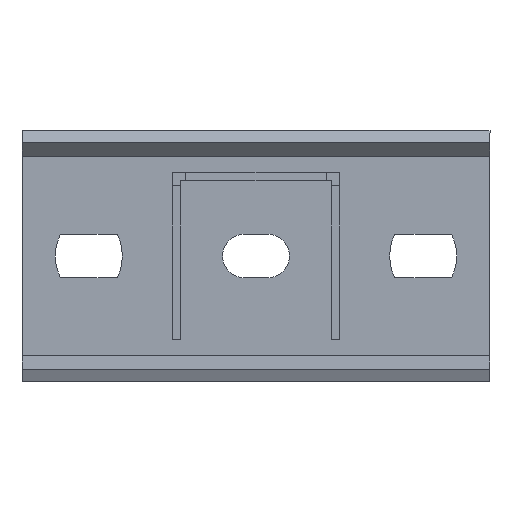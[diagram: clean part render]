
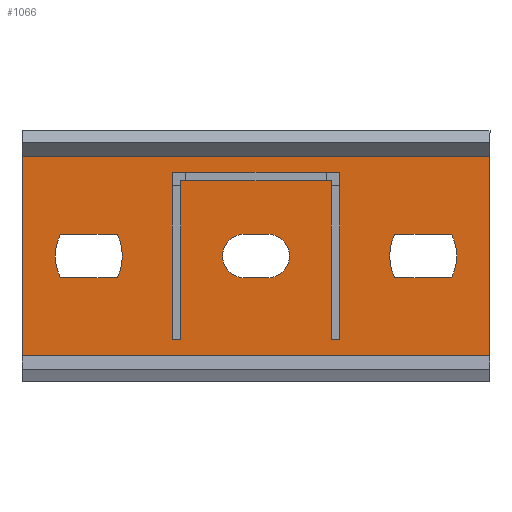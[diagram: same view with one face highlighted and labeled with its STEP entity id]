
A CAD part, front view. The second image highlights one B-rep face of the part: STEP entity #1066.
In plain terms, the highlighted face is planar.
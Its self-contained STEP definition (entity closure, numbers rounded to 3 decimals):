
#10 = VECTOR ( 'NONE', #3198, 1000. ) ;
#57 = FACE_OUTER_BOUND ( 'NONE', #2016, .T. ) ;
#192 = DIRECTION ( 'NONE',  ( 0., 1., 0. ) ) ;
#196 = ORIENTED_EDGE ( 'NONE', *, *, #590, .F. ) ;
#225 = CARTESIAN_POINT ( 'NONE',  ( 6.5, 4., 28.519 ) ) ;
#229 = VERTEX_POINT ( 'NONE', #3795 ) ;
#254 = CIRCLE ( 'NONE', #834, 15. ) ;
#259 = CARTESIAN_POINT ( 'NONE',  ( 29.874, 4., 140. ) ) ;
#279 = DIRECTION ( 'NONE',  ( 0., 1., 0. ) ) ;
#291 = VECTOR ( 'NONE', #2889, 1000. ) ;
#322 = CARTESIAN_POINT ( 'NONE',  ( -6.5, 4., 28.519 ) ) ;
#339 = CARTESIAN_POINT ( 'NONE',  ( -6.5, 4., 128.519 ) ) ;
#344 = EDGE_CURVE ( 'NONE', #2082, #3482, #3889, .T. ) ;
#345 = DIRECTION ( 'NONE',  ( -1., 0., 0. ) ) ;
#358 = FACE_BOUND ( 'NONE', #1775, .T. ) ;
#393 = EDGE_CURVE ( 'NONE', #412, #1718, #2535, .T. ) ;
#407 = CARTESIAN_POINT ( 'NONE',  ( 6.5, 4., 66.5 ) ) ;
#412 = VERTEX_POINT ( 'NONE', #1885 ) ;
#426 = VECTOR ( 'NONE', #2949, 1000. ) ;
#444 = VECTOR ( 'NONE', #3781, 1000. ) ;
#460 = ORIENTED_EDGE ( 'NONE', *, *, #3222, .F. ) ;
#476 = ORIENTED_EDGE ( 'NONE', *, *, #642, .F. ) ;
#510 = CARTESIAN_POINT ( 'NONE',  ( 0., 4., 125. ) ) ;
#578 = CARTESIAN_POINT ( 'NONE',  ( 0., 4., 140. ) ) ;
#590 = EDGE_CURVE ( 'NONE', #3199, #3531, #742, .T. ) ;
#633 = CARTESIAN_POINT ( 'NONE',  ( 6.5, 4., 111.481 ) ) ;
#642 = EDGE_CURVE ( 'NONE', #2652, #939, #3629, .T. ) ;
#698 = AXIS2_PLACEMENT_3D ( 'NONE', #1589, #3609, #345 ) ;
#742 = CIRCLE ( 'NONE', #2570, 15. ) ;
#803 = DIRECTION ( 'NONE',  ( -1., 0., 0. ) ) ;
#820 = DIRECTION ( 'NONE',  ( 0., 1., 0. ) ) ;
#822 = ORIENTED_EDGE ( 'NONE', *, *, #2728, .F. ) ;
#834 = AXIS2_PLACEMENT_3D ( 'NONE', #1372, #3703, #3405 ) ;
#867 = CARTESIAN_POINT ( 'NONE',  ( 6.5, 4., 28.519 ) ) ;
#871 = DIRECTION ( 'NONE',  ( 0., 0., -1. ) ) ;
#894 = FACE_BOUND ( 'NONE', #920, .T. ) ;
#920 = EDGE_LOOP ( 'NONE', ( #2663, #1550, #460, #1179 ) ) ;
#929 = EDGE_CURVE ( 'NONE', #229, #412, #3566, .T. ) ;
#936 = VECTOR ( 'NONE', #3014, 1000. ) ;
#938 = DIRECTION ( 'NONE',  ( 1., 0., 0. ) ) ;
#939 = VERTEX_POINT ( 'NONE', #3824 ) ;
#974 = ORIENTED_EDGE ( 'NONE', *, *, #2593, .F. ) ;
#1066 = ADVANCED_FACE ( 'NONE', ( #3284, #358, #894, #57 ), #1254, .F. ) ;
#1071 = ORIENTED_EDGE ( 'NONE', *, *, #929, .T. ) ;
#1110 = LINE ( 'NONE', #3517, #10 ) ;
#1170 = EDGE_CURVE ( 'NONE', #3540, #2376, #1432, .T. ) ;
#1179 = ORIENTED_EDGE ( 'NONE', *, *, #1170, .F. ) ;
#1208 = DIRECTION ( 'NONE',  ( 0., -1., 0. ) ) ;
#1241 = ORIENTED_EDGE ( 'NONE', *, *, #1459, .F. ) ;
#1254 = PLANE ( 'NONE',  #1933 ) ;
#1272 = EDGE_LOOP ( 'NONE', ( #2753, #822, #476, #2846 ) ) ;
#1281 = LINE ( 'NONE', #3378, #2584 ) ;
#1369 = ORIENTED_EDGE ( 'NONE', *, *, #393, .T. ) ;
#1372 = CARTESIAN_POINT ( 'NONE',  ( 0., 4., 25. ) ) ;
#1378 = CARTESIAN_POINT ( 'NONE',  ( 0., 4., 140. ) ) ;
#1432 = CIRCLE ( 'NONE', #3644, 6.5 ) ;
#1459 = EDGE_CURVE ( 'NONE', #3531, #2194, #2992, .T. ) ;
#1462 = VERTEX_POINT ( 'NONE', #3798 ) ;
#1475 = CIRCLE ( 'NONE', #1982, 6.5 ) ;
#1485 = VERTEX_POINT ( 'NONE', #2739 ) ;
#1486 = DIRECTION ( 'NONE',  ( -1., 0., 0. ) ) ;
#1500 = EDGE_CURVE ( 'NONE', #1462, #3540, #1281, .T. ) ;
#1550 = ORIENTED_EDGE ( 'NONE', *, *, #2160, .F. ) ;
#1571 = ORIENTED_EDGE ( 'NONE', *, *, #2619, .F. ) ;
#1589 = CARTESIAN_POINT ( 'NONE',  ( 0., 4., 15. ) ) ;
#1643 = CARTESIAN_POINT ( 'NONE',  ( -6.5, 4., 66.5 ) ) ;
#1707 = VECTOR ( 'NONE', #2154, 1000. ) ;
#1718 = VERTEX_POINT ( 'NONE', #3788 ) ;
#1725 = CARTESIAN_POINT ( 'NONE',  ( 0., 4., 73.5 ) ) ;
#1729 = ORIENTED_EDGE ( 'NONE', *, *, #2113, .F. ) ;
#1775 = EDGE_LOOP ( 'NONE', ( #1241, #196, #974, #1729 ) ) ;
#1885 = CARTESIAN_POINT ( 'NONE',  ( 29.874, 4., 0. ) ) ;
#1915 = AXIS2_PLACEMENT_3D ( 'NONE', #2596, #2059, #3266 ) ;
#1933 = AXIS2_PLACEMENT_3D ( 'NONE', #578, #1208, #938 ) ;
#1982 = AXIS2_PLACEMENT_3D ( 'NONE', #1725, #820, #2927 ) ;
#2016 = EDGE_LOOP ( 'NONE', ( #1369, #1571, #3496, #1071 ) ) ;
#2025 = VECTOR ( 'NONE', #871, 1000. ) ;
#2059 = DIRECTION ( 'NONE',  ( 0., 1., 0. ) ) ;
#2082 = VERTEX_POINT ( 'NONE', #225 ) ;
#2113 = EDGE_CURVE ( 'NONE', #2194, #2349, #3626, .T. ) ;
#2154 = DIRECTION ( 'NONE',  ( 0., 0., -1. ) ) ;
#2157 = CARTESIAN_POINT ( 'NONE',  ( 0., 4., 66.5 ) ) ;
#2160 = EDGE_CURVE ( 'NONE', #1485, #1462, #1475, .T. ) ;
#2194 = VERTEX_POINT ( 'NONE', #339 ) ;
#2207 = DIRECTION ( 'NONE',  ( -1., 0., 0. ) ) ;
#2323 = CARTESIAN_POINT ( 'NONE',  ( -29.874, 4., 140. ) ) ;
#2329 = CARTESIAN_POINT ( 'NONE',  ( 6.5, 4., 111.481 ) ) ;
#2349 = VERTEX_POINT ( 'NONE', #3127 ) ;
#2369 = CARTESIAN_POINT ( 'NONE',  ( -6.5, 4., 11.481 ) ) ;
#2376 = VERTEX_POINT ( 'NONE', #1643 ) ;
#2394 = EDGE_CURVE ( 'NONE', #3482, #2652, #254, .T. ) ;
#2422 = VECTOR ( 'NONE', #803, 1000. ) ;
#2427 = CARTESIAN_POINT ( 'NONE',  ( -29.874, 4., 140. ) ) ;
#2438 = CARTESIAN_POINT ( 'NONE',  ( 6.5, 4., 11.481 ) ) ;
#2449 = LINE ( 'NONE', #633, #2025 ) ;
#2535 = LINE ( 'NONE', #3415, #3009 ) ;
#2570 = AXIS2_PLACEMENT_3D ( 'NONE', #510, #192, #2600 ) ;
#2584 = VECTOR ( 'NONE', #3115, 1000. ) ;
#2592 = CIRCLE ( 'NONE', #698, 15. ) ;
#2593 = EDGE_CURVE ( 'NONE', #2349, #3199, #2449, .T. ) ;
#2596 = CARTESIAN_POINT ( 'NONE',  ( 0., 4., 115. ) ) ;
#2600 = DIRECTION ( 'NONE',  ( 1., 0., 0. ) ) ;
#2619 = EDGE_CURVE ( 'NONE', #3776, #1718, #3597, .T. ) ;
#2652 = VERTEX_POINT ( 'NONE', #2369 ) ;
#2663 = ORIENTED_EDGE ( 'NONE', *, *, #1500, .F. ) ;
#2728 = EDGE_CURVE ( 'NONE', #939, #2082, #2592, .T. ) ;
#2739 = CARTESIAN_POINT ( 'NONE',  ( -6.5, 4., 73.5 ) ) ;
#2753 = ORIENTED_EDGE ( 'NONE', *, *, #344, .F. ) ;
#2846 = ORIENTED_EDGE ( 'NONE', *, *, #2394, .F. ) ;
#2889 = DIRECTION ( 'NONE',  ( 0., 0., -1. ) ) ;
#2927 = DIRECTION ( 'NONE',  ( -1., 0., 0. ) ) ;
#2949 = DIRECTION ( 'NONE',  ( 0., 0., 1. ) ) ;
#2992 = LINE ( 'NONE', #3504, #444 ) ;
#3009 = VECTOR ( 'NONE', #2207, 1000. ) ;
#3014 = DIRECTION ( 'NONE',  ( 0., 0., -1. ) ) ;
#3076 = CARTESIAN_POINT ( 'NONE',  ( -6.5, 4., 111.481 ) ) ;
#3115 = DIRECTION ( 'NONE',  ( 0., 0., -1. ) ) ;
#3127 = CARTESIAN_POINT ( 'NONE',  ( 6.5, 4., 128.519 ) ) ;
#3155 = LINE ( 'NONE', #1378, #2422 ) ;
#3198 = DIRECTION ( 'NONE',  ( 0., 0., 1. ) ) ;
#3199 = VERTEX_POINT ( 'NONE', #2329 ) ;
#3222 = EDGE_CURVE ( 'NONE', #2376, #1485, #1110, .T. ) ;
#3266 = DIRECTION ( 'NONE',  ( -1., 0., 0. ) ) ;
#3284 = FACE_BOUND ( 'NONE', #1272, .T. ) ;
#3378 = CARTESIAN_POINT ( 'NONE',  ( 6.5, 4., 73.5 ) ) ;
#3405 = DIRECTION ( 'NONE',  ( 1., 0., 0. ) ) ;
#3415 = CARTESIAN_POINT ( 'NONE',  ( 0., 4., 0. ) ) ;
#3482 = VERTEX_POINT ( 'NONE', #2438 ) ;
#3496 = ORIENTED_EDGE ( 'NONE', *, *, #3685, .F. ) ;
#3504 = CARTESIAN_POINT ( 'NONE',  ( -6.5, 4., 111.481 ) ) ;
#3517 = CARTESIAN_POINT ( 'NONE',  ( -6.5, 4., 73.5 ) ) ;
#3531 = VERTEX_POINT ( 'NONE', #3076 ) ;
#3540 = VERTEX_POINT ( 'NONE', #407 ) ;
#3566 = LINE ( 'NONE', #259, #291 ) ;
#3597 = LINE ( 'NONE', #2427, #1707 ) ;
#3609 = DIRECTION ( 'NONE',  ( 0., 1., 0. ) ) ;
#3626 = CIRCLE ( 'NONE', #1915, 15. ) ;
#3629 = LINE ( 'NONE', #322, #426 ) ;
#3644 = AXIS2_PLACEMENT_3D ( 'NONE', #2157, #279, #1486 ) ;
#3685 = EDGE_CURVE ( 'NONE', #229, #3776, #3155, .T. ) ;
#3703 = DIRECTION ( 'NONE',  ( 0., 1., 0. ) ) ;
#3776 = VERTEX_POINT ( 'NONE', #2323 ) ;
#3781 = DIRECTION ( 'NONE',  ( 0., 0., 1. ) ) ;
#3788 = CARTESIAN_POINT ( 'NONE',  ( -29.874, 4., 0. ) ) ;
#3795 = CARTESIAN_POINT ( 'NONE',  ( 29.874, 4., 140. ) ) ;
#3798 = CARTESIAN_POINT ( 'NONE',  ( 6.5, 4., 73.5 ) ) ;
#3824 = CARTESIAN_POINT ( 'NONE',  ( -6.5, 4., 28.519 ) ) ;
#3889 = LINE ( 'NONE', #867, #936 ) ;
